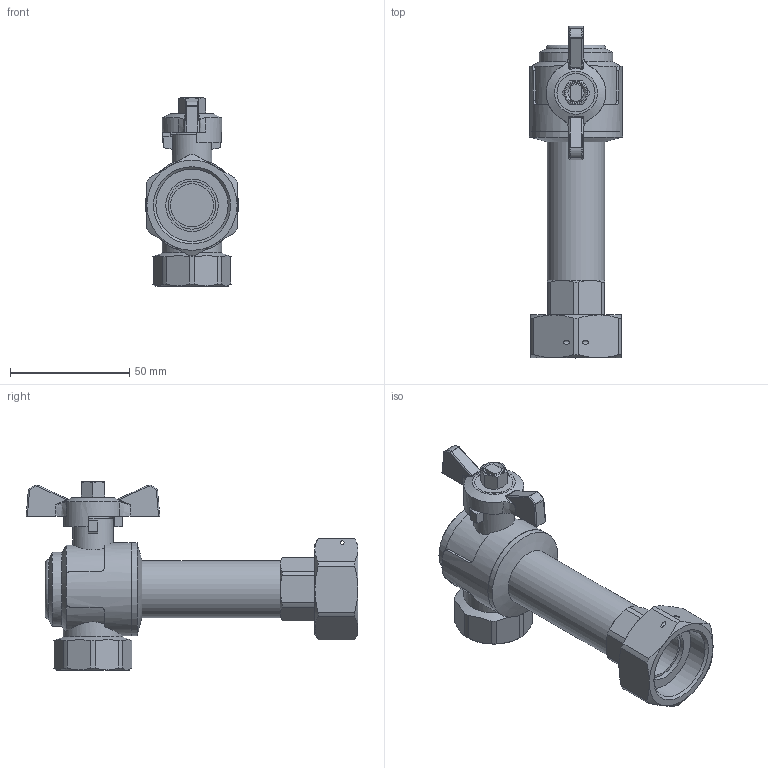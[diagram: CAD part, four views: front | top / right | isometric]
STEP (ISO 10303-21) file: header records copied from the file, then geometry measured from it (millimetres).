
FILE_DESCRIPTION(/* description */ ('Unknown'),/* implementation_level */ '2;1');
FILE_NAME(/* name */ '746-56_100',/* time_stamp */ '2022-07-25T12:52:49+02:00',/* author */ ('Unknown'),/* organization */ ('Unknown'),/* preprocessor_version */ 'ST-DEVELOPER v16.7',/* originating_system */ 'Solid Edge',/* authorisation */ 'Unknown');
FILE_SCHEMA (('AUTOMOTIVE_DESIGN {1 0 10303 214 3 1 1}'));
Length unit declared in the file: millimetre
Products named in the file (13): 746-56_100; 97000077-1; Flügelgriff 1_4 - 3_4; 746-56_lang; _berwurfmutter; Einschraubteil-郻M_020_lang; Körper_020; 3_4-Spindel-co; 600-3_4-Spindel; 600-3_4-Spindeldichtung; 600-3_4-Stopfbuchse; 600-3_4-O-Ring; 600-3_4-Mutter-Fl.G.
Assembly tree (12 placements, depth 4):
  746-56_100
    97000077-1
    Flügelgriff 1_4 - 3_4
    746-56_lang
      _berwurfmutter
      Einschraubteil-郻M_020_lang
      Körper_020
      3_4-Spindel-co
        600-3_4-Spindel
        600-3_4-Spindeldichtung
        600-3_4-Stopfbuchse
        600-3_4-O-Ring
    600-3_4-Mutter-Fl.G.
Bounding box: 39 x 139 x 79.11 mm (x, y, z)
Volume: 61526.3 mm3; surface area: 40392.1 mm2
Topology: 10 solids, 10 shells, 288 faces, 686 edges, 429 vertices
Faces by surface type: plane 117, cylinder 93, cone 48, bspline 18, sphere 10, torus 2
Full cylindrical faces by diameter (mm): 1.5 x1, 6.6 x1, 6.75 x1, 8.9 x2, 9.1 x2, 9.3 x1, 10.5 x1, 11 x1, 12 x1, 12.3 x1, 12.376 x2, 14 x1, 16 x1, 17 x1, 18 x3, 18.5 x1, 20 x1, 22 x1, 24 x1, 24.117 x1, 25 x1, 27 x2, 28 x1, 30.2 x1, 30.291 x2, 30.3 x1, 31 x1, 32.3 x1, 33.5 x1, 35 x2
Entity records: 10967 total; most frequent: CARTESIAN_POINT 3759, DIRECTION 1274, ORIENTED_EDGE 1170, EDGE_CURVE 585, AXIS2_PLACEMENT_3D 545, VERTEX_POINT 397, FACE_BOUND 388, EDGE_LOOP 387
